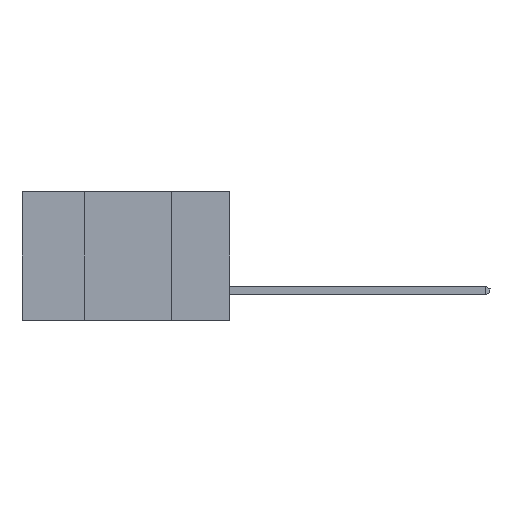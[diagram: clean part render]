
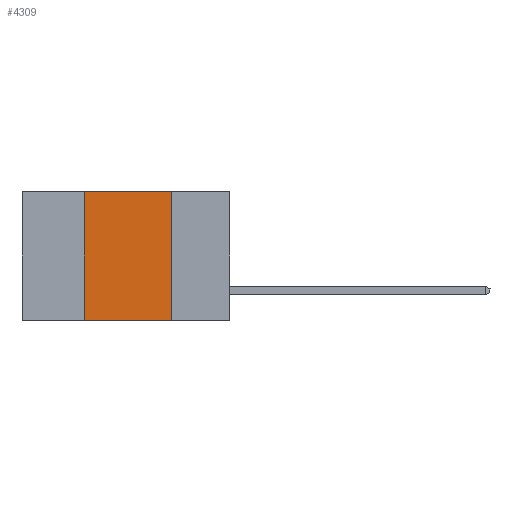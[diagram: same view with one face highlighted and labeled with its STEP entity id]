
A CAD part, left-side view. The second image highlights one B-rep face of the part: STEP entity #4309.
In plain terms, the highlighted planar face has unit normal (-1, 0, 0).
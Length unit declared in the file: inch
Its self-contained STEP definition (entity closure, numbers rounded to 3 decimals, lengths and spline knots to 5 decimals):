
#516 = CARTESIAN_POINT ( 'NONE',  ( 0., 0.6, 0. ) ) ;
#640 = LINE ( 'NONE', #4826, #6926 ) ;
#754 = DIRECTION ( 'NONE',  ( 0., 0., 1. ) ) ;
#1478 = CARTESIAN_POINT ( 'NONE',  ( 0., 0.17, -0.37 ) ) ;
#1572 = CARTESIAN_POINT ( 'NONE',  ( 0., 0.6, 0. ) ) ;
#1734 = PLANE ( 'NONE',  #3907 ) ;
#2379 = EDGE_CURVE ( 'NONE', #11854, #3810, #640, .T. ) ;
#3721 = VERTEX_POINT ( 'NONE', #10127 ) ;
#3810 = VERTEX_POINT ( 'NONE', #6570 ) ;
#3907 = AXIS2_PLACEMENT_3D ( 'NONE', #516, #14853, #8441 ) ;
#4309 = ADVANCED_FACE ( 'NONE', ( #12426 ), #1734, .F. ) ;
#4546 = VECTOR ( 'NONE', #754, 39.37008 ) ;
#4826 = CARTESIAN_POINT ( 'NONE',  ( 0., 0.6, -0.37 ) ) ;
#4916 = DIRECTION ( 'NONE',  ( 0., -1., 0. ) ) ;
#5410 = DIRECTION ( 'NONE',  ( 0., 0., -1. ) ) ;
#5504 = DIRECTION ( 'NONE',  ( 0., -1., 0. ) ) ;
#6570 = CARTESIAN_POINT ( 'NONE',  ( 0., 0.17, -0.37 ) ) ;
#6601 = ORIENTED_EDGE ( 'NONE', *, *, #9568, .F. ) ;
#6926 = VECTOR ( 'NONE', #4916, 39.37008 ) ;
#6964 = LINE ( 'NONE', #1478, #14905 ) ;
#7380 = LINE ( 'NONE', #10056, #4546 ) ;
#7979 = EDGE_LOOP ( 'NONE', ( #13754, #13699, #6601, #11629 ) ) ;
#8441 = DIRECTION ( 'NONE',  ( 0., 0., -1. ) ) ;
#8718 = CARTESIAN_POINT ( 'NONE',  ( 0., 0.42, 0. ) ) ;
#9568 = EDGE_CURVE ( 'NONE', #11854, #10635, #7380, .T. ) ;
#10056 = CARTESIAN_POINT ( 'NONE',  ( 0., 0.42, -0.37 ) ) ;
#10127 = CARTESIAN_POINT ( 'NONE',  ( 0., 0.17, 0. ) ) ;
#10635 = VERTEX_POINT ( 'NONE', #8718 ) ;
#10730 = CARTESIAN_POINT ( 'NONE',  ( 0., 0.42, -0.37 ) ) ;
#11629 = ORIENTED_EDGE ( 'NONE', *, *, #2379, .T. ) ;
#11854 = VERTEX_POINT ( 'NONE', #10730 ) ;
#12426 = FACE_OUTER_BOUND ( 'NONE', #7979, .T. ) ;
#13610 = EDGE_CURVE ( 'NONE', #3721, #3810, #6964, .T. ) ;
#13699 = ORIENTED_EDGE ( 'NONE', *, *, #16234, .F. ) ;
#13741 = LINE ( 'NONE', #1572, #15370 ) ;
#13754 = ORIENTED_EDGE ( 'NONE', *, *, #13610, .F. ) ;
#14853 = DIRECTION ( 'NONE',  ( 1., 0., 0. ) ) ;
#14905 = VECTOR ( 'NONE', #5410, 39.37008 ) ;
#15370 = VECTOR ( 'NONE', #5504, 39.37008 ) ;
#16234 = EDGE_CURVE ( 'NONE', #10635, #3721, #13741, .T. ) ;
